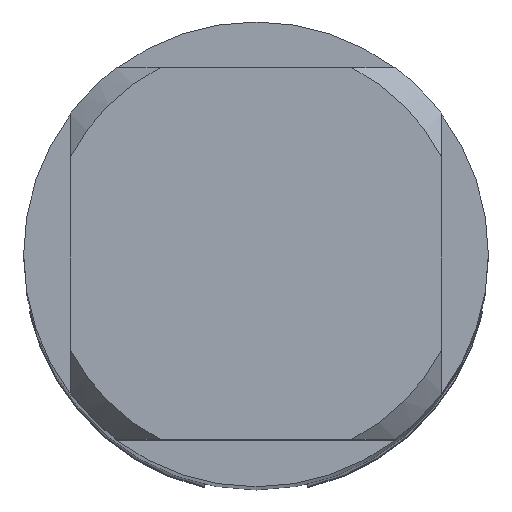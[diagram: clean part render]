
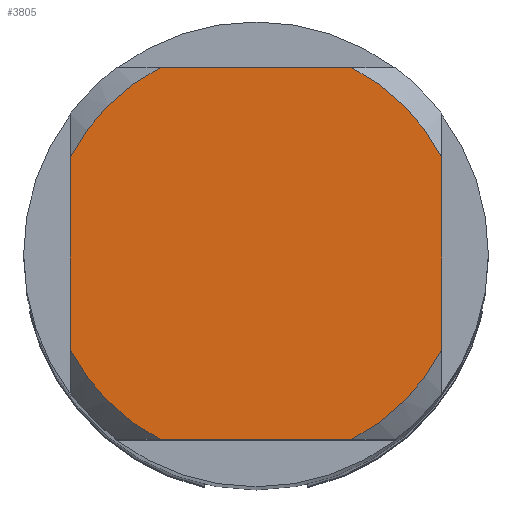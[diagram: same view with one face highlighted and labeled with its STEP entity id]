
A CAD part, top view. The second image highlights one B-rep face of the part: STEP entity #3805.
In plain terms, the highlighted planar face has unit normal (0, 0, 1).
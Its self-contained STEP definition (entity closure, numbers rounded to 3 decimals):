
#2155=EDGE_CURVE('',#5325,#3127,#6234,.T.);
#2543=VERTEX_POINT('',#6665);
#2749=VERTEX_POINT('',#6887);
#3127=VERTEX_POINT('',#7300);
#3567=EDGE_CURVE('',#3657,#2543,#7779,.T.);
#3657=VERTEX_POINT('',#7879);
#3671=EDGE_CURVE('',#5977,#5651,#7893,.T.);
#3805=ADVANCED_FACE('',(#8039),#8040,.T.);
#4061=VERTEX_POINT('',#8314);
#4079=EDGE_CURVE('',#5977,#2543,#8333,.T.);
#5085=EDGE_CURVE('',#3657,#4061,#9422,.T.);
#5255=EDGE_CURVE('',#2749,#3127,#9607,.T.);
#5257=EDGE_CURVE('',#2749,#4061,#9609,.T.);
#5325=VERTEX_POINT('',#9684);
#5619=EDGE_CURVE('',#5325,#5651,#10002,.T.);
#5651=VERTEX_POINT('',#10036);
#5977=VERTEX_POINT('',#10389);
#6234=LINE('',#10706,#10707);
#6665=CARTESIAN_POINT('',(-4.0,-2.062,0.0));
#6887=CARTESIAN_POINT('',(2.062,4.0,0.0));
#7300=CARTESIAN_POINT('',(4.0,2.062,0.0));
#7779=LINE('',#13720,#13721);
#7879=CARTESIAN_POINT('',(-4.0,2.062,0.0));
#7893=LINE('',#13898,#13899);
#8039=FACE_OUTER_BOUND('',#14234,.T.);
#8040=PLANE('',#14235);
#8314=CARTESIAN_POINT('',(-2.062,4.0,0.0));
#8333=CIRCLE('',#14784,4.5);
#9422=CIRCLE('',#17058,4.5);
#9607=CIRCLE('',#17444,4.5);
#9609=LINE('',#17447,#17448);
#9684=CARTESIAN_POINT('',(4.0,-2.062,0.0));
#10002=CIRCLE('',#18152,4.5);
#10036=CARTESIAN_POINT('',(2.062,-4.0,0.0));
#10389=CARTESIAN_POINT('',(-2.062,-4.0,0.0));
#10706=CARTESIAN_POINT('',(4.0,1.125,0.0));
#10707=VECTOR('',#19161,1.0);
#13720=CARTESIAN_POINT('',(-4.0,1.125,0.0));
#13721=VECTOR('',#21062,1.0);
#13898=CARTESIAN_POINT('',(0.0,-4.0,0.0));
#13899=VECTOR('',#21183,1.0);
#14234=EDGE_LOOP('',(#21331,#21332,#21333,#21334,#21335,#21336,#21337,#21338));
#14235=AXIS2_PLACEMENT_3D('',#21339,#21340,#21341);
#14784=AXIS2_PLACEMENT_3D('',#21563,#21564,#21565);
#17058=AXIS2_PLACEMENT_3D('',#22702,#22703,#22704);
#17444=AXIS2_PLACEMENT_3D('',#22898,#22899,#22900);
#17447=CARTESIAN_POINT('',(0.0,4.0,0.0));
#17448=VECTOR('',#22901,1.0);
#18152=AXIS2_PLACEMENT_3D('',#23283,#23284,#23285);
#19161=DIRECTION('',(-0.0,1.0,0.0));
#21062=DIRECTION('',(-0.0,-1.0,0.0));
#21183=DIRECTION('',(1.0,0.0,0.0));
#21331=ORIENTED_EDGE('',*,*,#3567,.T.);
#21332=ORIENTED_EDGE('',*,*,#4079,.F.);
#21333=ORIENTED_EDGE('',*,*,#3671,.T.);
#21334=ORIENTED_EDGE('',*,*,#5619,.F.);
#21335=ORIENTED_EDGE('',*,*,#2155,.T.);
#21336=ORIENTED_EDGE('',*,*,#5255,.F.);
#21337=ORIENTED_EDGE('',*,*,#5257,.T.);
#21338=ORIENTED_EDGE('',*,*,#5085,.F.);
#21339=CARTESIAN_POINT('',(0.0,2.25,0.0));
#21340=DIRECTION('',(-0.0,0.0,1.0));
#21341=DIRECTION('',(0.0,-1.0,0.0));
#21563=CARTESIAN_POINT('',(0.0,0.0,0.0));
#21564=DIRECTION('',(0.0,0.0,-1.0));
#21565=DIRECTION('',(0.0,1.0,0.0));
#22702=CARTESIAN_POINT('',(0.0,0.0,0.0));
#22703=DIRECTION('',(0.0,0.0,-1.0));
#22704=DIRECTION('',(0.0,1.0,0.0));
#22898=CARTESIAN_POINT('',(0.0,0.0,0.0));
#22899=DIRECTION('',(0.0,0.0,-1.0));
#22900=DIRECTION('',(0.0,1.0,0.0));
#22901=DIRECTION('',(-1.0,0.0,0.0));
#23283=CARTESIAN_POINT('',(0.0,0.0,0.0));
#23284=DIRECTION('',(0.0,0.0,-1.0));
#23285=DIRECTION('',(0.0,1.0,0.0));
